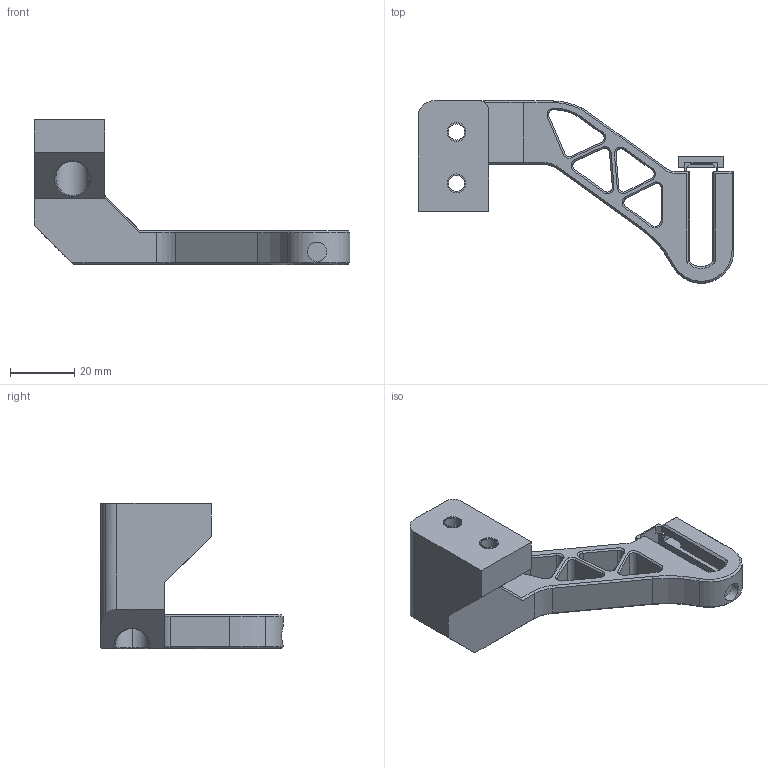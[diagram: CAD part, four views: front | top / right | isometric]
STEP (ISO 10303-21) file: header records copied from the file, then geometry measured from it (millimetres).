
FILE_DESCRIPTION(('STEP AP214'),'1');
FILE_NAME('VoronGantryMountRev_4_OnePiece.stp','2022-06-27T22:06:21',(' '),(' '),'Spatial InterOp 3D',' ',' ');
FILE_SCHEMA(('automotive_design'));
Length unit declared in the file: inch
Products named in the file (2): 1; 2
Bounding box: 98.59 x 56.87 x 45.5 mm (x, y, z)
Volume: 33695.3 mm3; surface area: 14673.7 mm2
Topology: 2 solids, 2 shells, 352 faces, 886 edges, 531 vertices
Faces by surface type: plane 155, cylinder 99, cone 88, sphere 4, bspline 4, torus 2
Entity records: 13752 total; most frequent: CARTESIAN_POINT 2443, DIRECTION 1817, ORIENTED_EDGE 1746, EDGE_CURVE 873, AXIS2_PLACEMENT_3D 643, VERTEX_POINT 531, LINE 531, VECTOR 531
